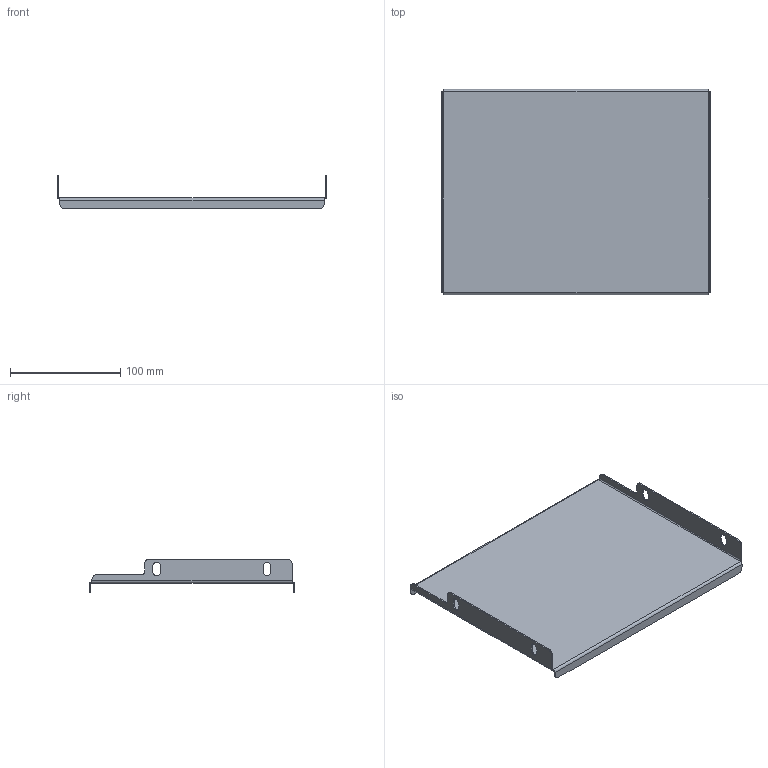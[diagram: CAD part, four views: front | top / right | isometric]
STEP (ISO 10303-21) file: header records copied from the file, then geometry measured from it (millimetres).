
FILE_DESCRIPTION (( 'STEP AP214' ), '1' );
FILE_NAME ('FO-00-VWH-0245 FORMAT Ïåðåãîðîäêà âåðòèêàëüíàÿ äëÿ ãîðèçîíòàëüíûõ øèí 245ìì IEK.STEP', '2022-05-31T07:49:09', ( '' ), ( '' ), 'SwSTEP 2.0', 'SolidWorks 2017', '' );
FILE_SCHEMA (( 'AUTOMOTIVE_DESIGN' ));
Length unit declared in the file: millimetre
Products named in the file (1): FO-00-VWH-0245 FORMAT Ïåðåãîðîäêà âåðòèêàëüíàÿ äëÿ ãîðèçîíòàëüíûõ øèí 245ìì IEK
Bounding box: 244 x 186 x 30.8 mm (x, y, z)
Volume: 65848.6 mm3; surface area: 111040.8 mm2
Topology: 1 solids, 1 shells, 74 faces, 184 edges, 112 vertices
Faces by surface type: plane 42, cylinder 32
Entity records: 2226 total; most frequent: DIRECTION 398, CARTESIAN_POINT 371, ORIENTED_EDGE 368, EDGE_CURVE 184, AXIS2_PLACEMENT_3D 139, LINE 120, VECTOR 120, VERTEX_POINT 112
